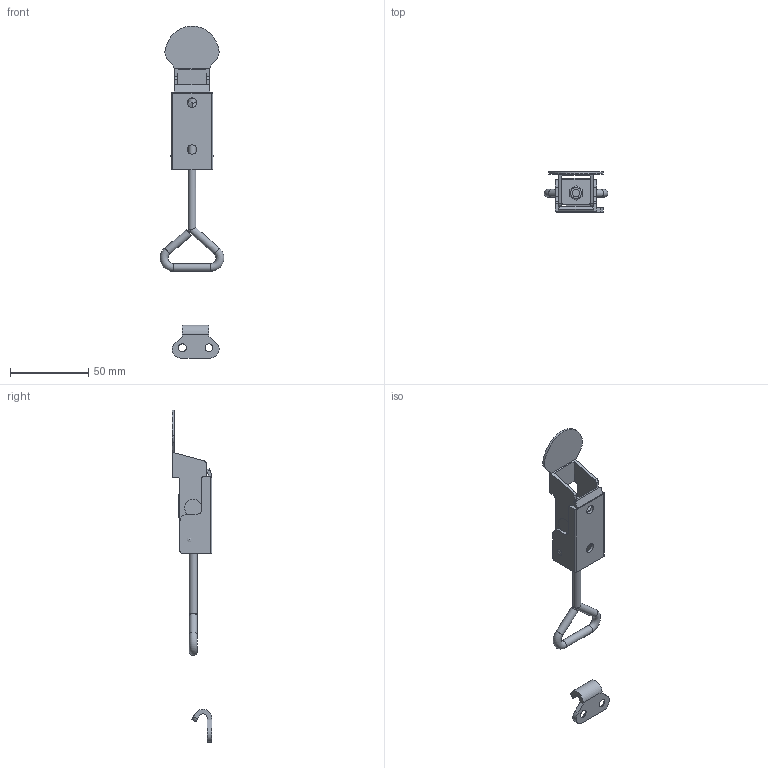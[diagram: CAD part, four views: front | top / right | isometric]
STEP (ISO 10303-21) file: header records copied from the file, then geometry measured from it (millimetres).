
FILE_DESCRIPTION(/* description */ (''),/* implementation_level */ '2;1');
FILE_NAME(/* name */ 'C-M67.stp',/* time_stamp */ '2023-04-04T12:01:20+09:00',/* author */ ('user'),/* organization */ (''),/* preprocessor_version */ 'ST-DEVELOPER v15.6',/* originating_system */ 'Autodesk Inventor 2015',/* authorisation */ '');
FILE_SCHEMA (('AUTOMOTIVE_DESIGN { 1 0 10303 214 3 1 1 }'));
Length unit declared in the file: millimetre
Products named in the file (8): DR_C-M67_1; DR_C-M67_2; DR_C-M67_BR; DR_C-M67_C; DR_C-M67_HR; DR_C-M67_HR2; ISO 4032 - M5ISO; C-M67
Bounding box: 40.79 x 25.5 x 212.37 mm (x, y, z)
Volume: 19494.1 mm3; surface area: 20492 mm2
Topology: 9 solids, 9 shells, 158 faces, 402 edges, 262 vertices
Faces by surface type: plane 82, cylinder 58, cone 10, bspline 6, torus 2
Full cylindrical faces by diameter (mm): 4.134 x2, 4.3 x4, 5 x6, 6 x5, 6.4 x2, 11 x3
Entity records: 4595 total; most frequent: CARTESIAN_POINT 953, DIRECTION 753, ORIENTED_EDGE 666, EDGE_CURVE 332, AXIS2_PLACEMENT_3D 284, VERTEX_POINT 236, EDGE_LOOP 201, LINE 185
